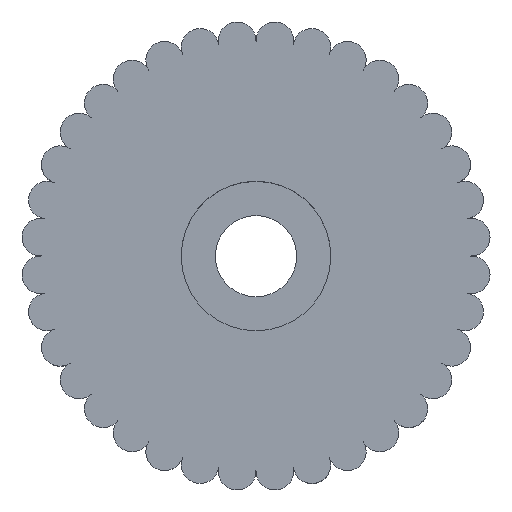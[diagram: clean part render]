
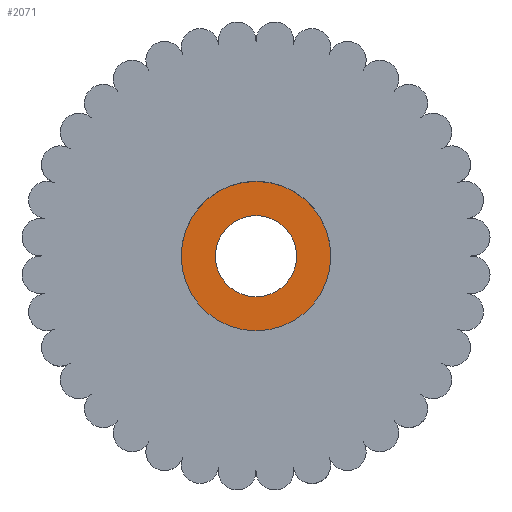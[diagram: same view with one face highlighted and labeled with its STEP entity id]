
A CAD part, top view. The second image highlights one B-rep face of the part: STEP entity #2071.
In plain terms, the highlighted planar face has unit normal (0, 0, 1).
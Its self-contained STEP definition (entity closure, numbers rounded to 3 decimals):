
#349=FACE_BOUND('',#579,.T.);
#462=FACE_OUTER_BOUND('',#578,.T.);
#578=EDGE_LOOP('',(#1836));
#579=EDGE_LOOP('',(#1837));
#803=CIRCLE('',#2417,1.9);
#805=CIRCLE('',#2420,3.5);
#953=VERTEX_POINT('',#3795);
#955=VERTEX_POINT('',#3801);
#1283=EDGE_CURVE('',#953,#953,#803,.T.);
#1286=EDGE_CURVE('',#955,#955,#805,.T.);
#1836=ORIENTED_EDGE('',*,*,#1286,.F.);
#1837=ORIENTED_EDGE('',*,*,#1283,.T.);
#1958=PLANE('',#2419);
#2071=ADVANCED_FACE('',(#462,#349),#1958,.T.);
#2417=AXIS2_PLACEMENT_3D('',#3796,#3191,#3192);
#2419=AXIS2_PLACEMENT_3D('',#3800,#3196,#3197);
#2420=AXIS2_PLACEMENT_3D('',#3802,#3198,#3199);
#3191=DIRECTION('center_axis',(0.,0.,-1.));
#3192=DIRECTION('ref_axis',(1.,0.,0.));
#3196=DIRECTION('center_axis',(0.,0.,1.));
#3197=DIRECTION('ref_axis',(1.,0.,0.));
#3198=DIRECTION('center_axis',(0.,0.,-1.));
#3199=DIRECTION('ref_axis',(1.,0.,0.));
#3795=CARTESIAN_POINT('',(28.1,20.,1.));
#3796=CARTESIAN_POINT('Origin',(30.,20.,1.));
#3800=CARTESIAN_POINT('Origin',(30.,20.,1.));
#3801=CARTESIAN_POINT('',(26.5,20.,1.));
#3802=CARTESIAN_POINT('Origin',(30.,20.,1.));
